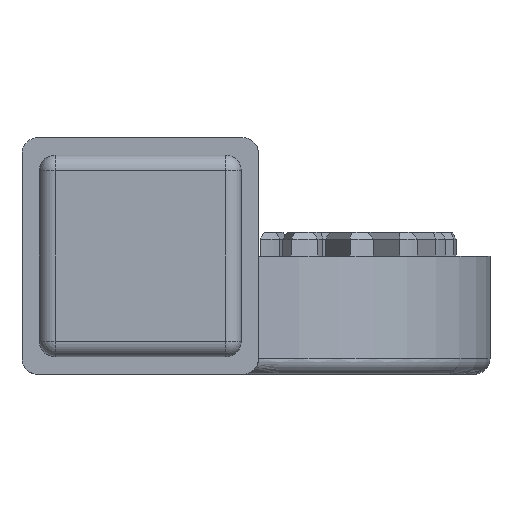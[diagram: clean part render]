
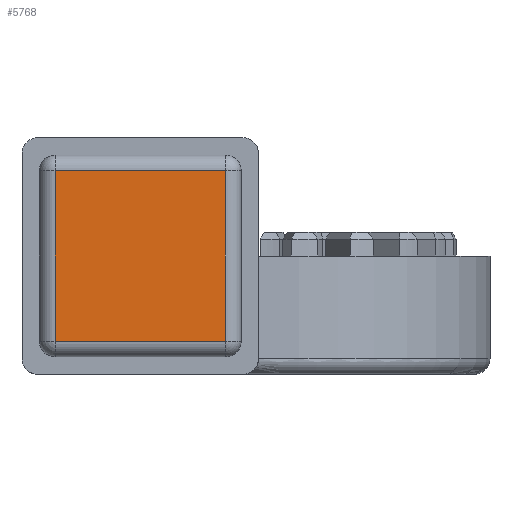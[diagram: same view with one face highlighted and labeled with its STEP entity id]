
A CAD part, front view. The second image highlights one B-rep face of the part: STEP entity #5768.
In plain terms, the highlighted planar face has unit normal (0, -1, 0).
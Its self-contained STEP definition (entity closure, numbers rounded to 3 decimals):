
#23 = CARTESIAN_POINT ( 'NONE',  ( -4.21, -75.63, 25.795 ) ) ;
#584 = DIRECTION ( 'NONE',  ( 0., 1., 0. ) ) ;
#922 = LINE ( 'NONE', #5044, #2692 ) ;
#1151 = LINE ( 'NONE', #1641, #4507 ) ;
#1602 = VERTEX_POINT ( 'NONE', #4918 ) ;
#1641 = CARTESIAN_POINT ( 'NONE',  ( 0., -75.63, 4.205 ) ) ;
#1674 = DIRECTION ( 'NONE',  ( 1., 0., 0. ) ) ;
#1784 = VECTOR ( 'NONE', #2405, 1000. ) ;
#1934 = VERTEX_POINT ( 'NONE', #23 ) ;
#1965 = ORIENTED_EDGE ( 'NONE', *, *, #6601, .T. ) ;
#2128 = VERTEX_POINT ( 'NONE', #4209 ) ;
#2405 = DIRECTION ( 'NONE',  ( 0., 0., -1. ) ) ;
#2692 = VECTOR ( 'NONE', #5017, 1000. ) ;
#3105 = AXIS2_PLACEMENT_3D ( 'NONE', #8576, #584, #5276 ) ;
#3476 = ORIENTED_EDGE ( 'NONE', *, *, #5594, .T. ) ;
#3928 = PLANE ( 'NONE',  #3105 ) ;
#3942 = ORIENTED_EDGE ( 'NONE', *, *, #5609, .T. ) ;
#4067 = VECTOR ( 'NONE', #4876, 1000. ) ;
#4209 = CARTESIAN_POINT ( 'NONE',  ( -25.8, -75.63, 25.795 ) ) ;
#4393 = CARTESIAN_POINT ( 'NONE',  ( -4.21, -75.63, 4.205 ) ) ;
#4507 = VECTOR ( 'NONE', #1674, 1000. ) ;
#4651 = ORIENTED_EDGE ( 'NONE', *, *, #5048, .T. ) ;
#4876 = DIRECTION ( 'NONE',  ( 0., 0., 1. ) ) ;
#4918 = CARTESIAN_POINT ( 'NONE',  ( -25.8, -75.63, 4.205 ) ) ;
#5017 = DIRECTION ( 'NONE',  ( -1., 0., 0. ) ) ;
#5044 = CARTESIAN_POINT ( 'NONE',  ( 0., -75.63, 25.795 ) ) ;
#5048 = EDGE_CURVE ( 'NONE', #2128, #1602, #7104, .T. ) ;
#5276 = DIRECTION ( 'NONE',  ( 0., 0., 1. ) ) ;
#5594 = EDGE_CURVE ( 'NONE', #1602, #6764, #1151, .T. ) ;
#5609 = EDGE_CURVE ( 'NONE', #1934, #2128, #922, .T. ) ;
#5768 = ADVANCED_FACE ( 'NONE', ( #6130 ), #3928, .F. ) ;
#6130 = FACE_OUTER_BOUND ( 'NONE', #8189, .T. ) ;
#6190 = CARTESIAN_POINT ( 'NONE',  ( -4.21, -75.63, 0. ) ) ;
#6601 = EDGE_CURVE ( 'NONE', #6764, #1934, #7578, .T. ) ;
#6764 = VERTEX_POINT ( 'NONE', #4393 ) ;
#7104 = LINE ( 'NONE', #8386, #1784 ) ;
#7578 = LINE ( 'NONE', #6190, #4067 ) ;
#8189 = EDGE_LOOP ( 'NONE', ( #3942, #4651, #3476, #1965 ) ) ;
#8386 = CARTESIAN_POINT ( 'NONE',  ( -25.8, -75.63, 0. ) ) ;
#8576 = CARTESIAN_POINT ( 'NONE',  ( 0., -75.63, 0. ) ) ;
